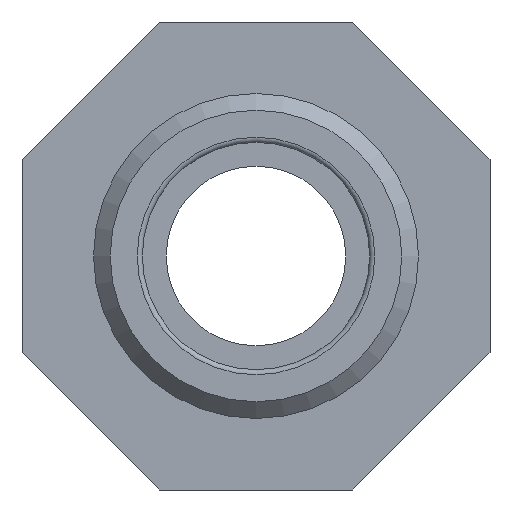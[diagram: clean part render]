
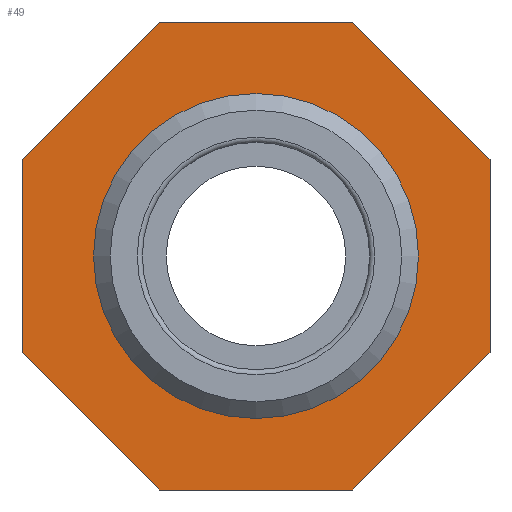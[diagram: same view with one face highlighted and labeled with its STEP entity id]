
A CAD part, left-side view. The second image highlights one B-rep face of the part: STEP entity #49.
In plain terms, the highlighted planar face has unit normal (-1, 0, 0).
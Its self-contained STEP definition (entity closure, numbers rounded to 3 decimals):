
#49 = ADVANCED_FACE( '', ( #111, #112 ), #113, .F. );
#111 = FACE_OUTER_BOUND( '', #194, .T. );
#112 = FACE_BOUND( '', #195, .T. );
#113 = PLANE( '', #196 );
#194 = EDGE_LOOP( '', ( #278, #279, #280, #281, #282, #283, #284, #285 ) );
#195 = EDGE_LOOP( '', ( #286 ) );
#196 = AXIS2_PLACEMENT_3D( '', #287, #288, #289 );
#278 = ORIENTED_EDGE( '', *, *, #421, .F. );
#279 = ORIENTED_EDGE( '', *, *, #428, .F. );
#280 = ORIENTED_EDGE( '', *, *, #429, .F. );
#281 = ORIENTED_EDGE( '', *, *, #430, .F. );
#282 = ORIENTED_EDGE( '', *, *, #431, .F. );
#283 = ORIENTED_EDGE( '', *, *, #432, .F. );
#284 = ORIENTED_EDGE( '', *, *, #433, .F. );
#285 = ORIENTED_EDGE( '', *, *, #434, .F. );
#286 = ORIENTED_EDGE( '', *, *, #435, .T. );
#287 = CARTESIAN_POINT( '', ( 15., 8.331, 0. ) );
#288 = DIRECTION( '', ( 1., 0., 0. ) );
#289 = DIRECTION( '', ( 0., 0., -1. ) );
#421 = EDGE_CURVE( '', #478, #480, #481, .T. );
#428 = EDGE_CURVE( '', #491, #478, #492, .T. );
#429 = EDGE_CURVE( '', #493, #491, #494, .T. );
#430 = EDGE_CURVE( '', #495, #493, #496, .T. );
#431 = EDGE_CURVE( '', #497, #495, #498, .T. );
#432 = EDGE_CURVE( '', #499, #497, #500, .T. );
#433 = EDGE_CURVE( '', #501, #499, #502, .T. );
#434 = EDGE_CURVE( '', #480, #501, #503, .T. );
#435 = EDGE_CURVE( '', #504, #504, #505, .T. );
#478 = VERTEX_POINT( '', #563 );
#480 = VERTEX_POINT( '', #566 );
#481 = LINE( '', #567, #568 );
#491 = VERTEX_POINT( '', #580 );
#492 = LINE( '', #581, #582 );
#493 = VERTEX_POINT( '', #583 );
#494 = LINE( '', #584, #585 );
#495 = VERTEX_POINT( '', #586 );
#496 = LINE( '', #587, #588 );
#497 = VERTEX_POINT( '', #589 );
#498 = LINE( '', #590, #591 );
#499 = VERTEX_POINT( '', #592 );
#500 = LINE( '', #593, #594 );
#501 = VERTEX_POINT( '', #595 );
#502 = LINE( '', #596, #597 );
#503 = LINE( '', #598, #599 );
#504 = VERTEX_POINT( '', #600 );
#505 = CIRCLE( '', #601, 8.331 );
#563 = CARTESIAN_POINT( '', ( 15., 12., -4.971 ) );
#566 = CARTESIAN_POINT( '', ( 15., 12., 4.971 ) );
#567 = CARTESIAN_POINT( '', ( 15., 12., -4.971 ) );
#568 = VECTOR( '', #671, 1000. );
#580 = CARTESIAN_POINT( '', ( 15., 4.971, -12. ) );
#581 = CARTESIAN_POINT( '', ( 15., 4.971, -12. ) );
#582 = VECTOR( '', #680, 1000. );
#583 = CARTESIAN_POINT( '', ( 15., -4.971, -12. ) );
#584 = CARTESIAN_POINT( '', ( 15., -4.971, -12. ) );
#585 = VECTOR( '', #681, 1000. );
#586 = CARTESIAN_POINT( '', ( 15., -12., -4.971 ) );
#587 = CARTESIAN_POINT( '', ( 15., -12., -4.971 ) );
#588 = VECTOR( '', #682, 1000. );
#589 = CARTESIAN_POINT( '', ( 15., -12., 4.971 ) );
#590 = CARTESIAN_POINT( '', ( 15., -12., 4.971 ) );
#591 = VECTOR( '', #683, 1000. );
#592 = CARTESIAN_POINT( '', ( 15., -4.971, 12. ) );
#593 = CARTESIAN_POINT( '', ( 15., -4.971, 12. ) );
#594 = VECTOR( '', #684, 1000. );
#595 = CARTESIAN_POINT( '', ( 15., 4.971, 12. ) );
#596 = CARTESIAN_POINT( '', ( 15., 4.971, 12. ) );
#597 = VECTOR( '', #685, 1000. );
#598 = CARTESIAN_POINT( '', ( 15., 12., 4.971 ) );
#599 = VECTOR( '', #686, 1000. );
#600 = CARTESIAN_POINT( '', ( 15., 0., -8.331 ) );
#601 = AXIS2_PLACEMENT_3D( '', #687, #688, #689 );
#671 = DIRECTION( '', ( 0., 0., 1. ) );
#680 = DIRECTION( '', ( 0., 0.707, 0.707 ) );
#681 = DIRECTION( '', ( 0., 1., 0. ) );
#682 = DIRECTION( '', ( 0., 0.707, -0.707 ) );
#683 = DIRECTION( '', ( 0., 0., -1. ) );
#684 = DIRECTION( '', ( 0., -0.707, -0.707 ) );
#685 = DIRECTION( '', ( 0., -1., 0. ) );
#686 = DIRECTION( '', ( 0., -0.707, 0.707 ) );
#687 = CARTESIAN_POINT( '', ( 15., 0., 0. ) );
#688 = DIRECTION( '', ( 1., 0., 0. ) );
#689 = DIRECTION( '', ( 0., 0., -1. ) );
